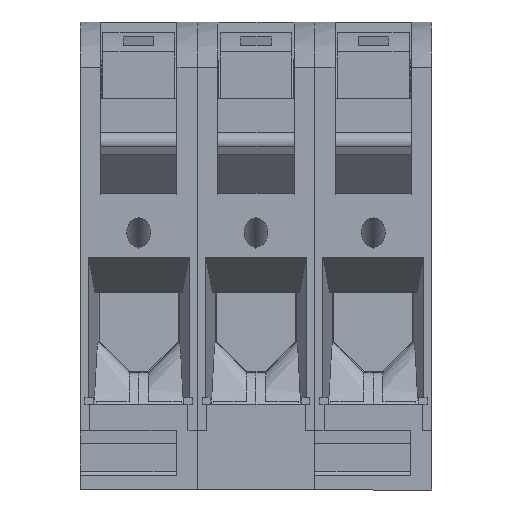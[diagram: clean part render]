
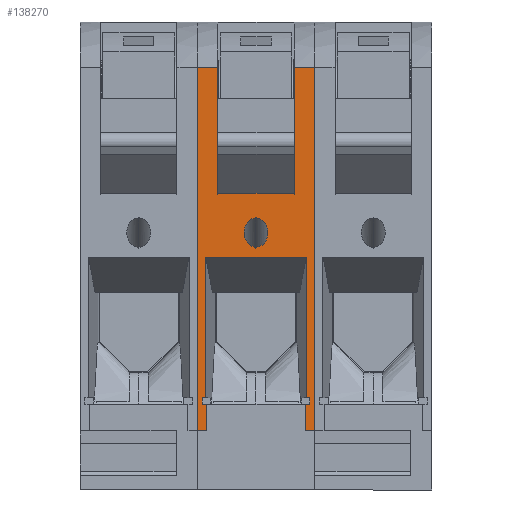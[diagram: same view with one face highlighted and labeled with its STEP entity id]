
A CAD part, front view. The second image highlights one B-rep face of the part: STEP entity #138270.
In plain terms, the highlighted face is planar.
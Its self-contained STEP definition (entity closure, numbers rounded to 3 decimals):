
#4970=CARTESIAN_POINT('',(-46.016,-4.161,
2.));
#4980=VERTEX_POINT('',#4970);
#5150=CARTESIAN_POINT('',(-46.016,-9.846,
2.));
#5160=VERTEX_POINT('',#5150);
#5190=CARTESIAN_POINT('',(-46.016,0.,
2.));
#5200=DIRECTION('',(0.,1.,0.));
#5210=VECTOR('',#5200,1.);
#5220=LINE('',#5190,#5210);
#5230=EDGE_CURVE('',#5160,#4980,#5220,.T.);
#7260=CARTESIAN_POINT('',(-46.016,-9.846,
23.));
#7270=VERTEX_POINT('',#7260);
#7420=CARTESIAN_POINT('',(-46.016,-4.161,
23.));
#7430=VERTEX_POINT('',#7420);
#7460=CARTESIAN_POINT('',(-46.016,0.,
23.));
#7470=DIRECTION('',(0.,1.,0.));
#7480=VECTOR('',#7470,1.);
#7490=LINE('',#7460,#7480);
#7500=EDGE_CURVE('',#7270,#7430,#7490,.T.);
#11350=CARTESIAN_POINT('',(-46.016,-9.846,
1.));
#11360=VERTEX_POINT('',#11350);
#11390=CARTESIAN_POINT('',(-46.016,-9.846,25.));
#11400=DIRECTION('',(0.,0.,-1.));
#11410=VECTOR('',#11400,1.);
#11420=LINE('',#11390,#11410);
#11430=EDGE_CURVE('',#5160,#11360,#11420,.T.);
#11530=CARTESIAN_POINT('',(-46.016,-9.846,
24.));
#11540=VERTEX_POINT('',#11530);
#11550=EDGE_CURVE('',#11540,#7270,#11420,.T.);
#11950=CARTESIAN_POINT('',(-46.016,0.,
24.));
#11960=DIRECTION('',(0.,-1.,0.));
#11970=VECTOR('',#11960,1.);
#11980=LINE('',#11950,#11970);
#11990=CARTESIAN_POINT('',(-46.016,-11.246,
24.));
#12000=VERTEX_POINT('',#11990);
#12010=EDGE_CURVE('',#11540,#12000,#11980,.T.);
#12680=CARTESIAN_POINT('',(-46.016,-11.246,
23.243));
#12690=VERTEX_POINT('',#12680);
#12720=CARTESIAN_POINT('',(-46.016,0.,
23.243));
#12730=DIRECTION('',(0.,1.,0.));
#12740=VECTOR('',#12730,1.);
#12750=LINE('',#12720,#12740);
#12760=CARTESIAN_POINT('',(-46.016,-41.126,
23.243));
#12770=VERTEX_POINT('',#12760);
#12780=EDGE_CURVE('',#12770,#12690,#12750,.T.);
#19020=CARTESIAN_POINT('',(-46.016,-41.126,
1.757));
#19030=VERTEX_POINT('',#19020);
#19060=CARTESIAN_POINT('',(-46.016,0.,
1.757));
#19070=DIRECTION('',(0.,1.,0.));
#19080=VECTOR('',#19070,1.);
#19090=LINE('',#19060,#19080);
#19100=CARTESIAN_POINT('',(-46.016,-11.246,
1.757));
#19110=VERTEX_POINT('',#19100);
#19120=EDGE_CURVE('',#19030,#19110,#19090,.T.);
#19560=CARTESIAN_POINT('',(-46.016,-11.246,
1.));
#19570=VERTEX_POINT('',#19560);
#19600=CARTESIAN_POINT('',(-46.016,0.,
1.));
#19610=DIRECTION('',(0.,-1.,0.));
#19620=VECTOR('',#19610,1.);
#19630=LINE('',#19600,#19620);
#19640=EDGE_CURVE('',#11360,#19570,#19630,.T.);
#20080=CARTESIAN_POINT('',(-46.016,-11.246,25.));
#20090=DIRECTION('',(0.,0.,-1.));
#20100=VECTOR('',#20090,1.);
#20110=LINE('',#20080,#20100);
#20120=EDGE_CURVE('',#19110,#19570,#20110,.T.);
#25430=CARTESIAN_POINT('',(-46.016,-41.126,25.));
#25440=DIRECTION('',(0.,0.,-1.));
#25450=VECTOR('',#25440,1.);
#25460=LINE('',#25430,#25450);
#25470=EDGE_CURVE('',#12770,#19030,#25460,.T.);
#135620=CARTESIAN_POINT('',(-46.016,-4.161,
25.));
#135630=VERTEX_POINT('',#135620);
#135660=CARTESIAN_POINT('',(-46.016,-4.161,
2.));
#135670=DIRECTION('',(0.,0.,1.));
#135680=VECTOR('',#135670,1.);
#135690=LINE('',#135660,#135680);
#135700=EDGE_CURVE('',#7430,#135630,#135690,.T.);
#136220=CARTESIAN_POINT('',(-46.016,-4.161,25.));
#136230=DIRECTION('',(0.,0.,1.));
#136240=VECTOR('',#136230,1.);
#136250=LINE('',#136220,#136240);
#136260=CARTESIAN_POINT('',(-46.016,-4.161,
0.));
#136270=VERTEX_POINT('',#136260);
#136280=EDGE_CURVE('',#136270,#4980,#136250,.T.);
#137330=CARTESIAN_POINT('',(-46.016,-81.617,
25.));
#137340=DIRECTION('',(1.,0.,0.));
#137350=DIRECTION('',(0.,-1.,0.));
#137360=AXIS2_PLACEMENT_3D('',#137330,#137340,#137350);
#137370=PLANE('',#137360);
#137380=CARTESIAN_POINT('',(-46.016,-46.436,
12.5));
#137390=DIRECTION('',(1.,0.,0.));
#137400=DIRECTION('',(0.,-1.,0.));
#137410=AXIS2_PLACEMENT_3D('',#137380,#137390,#137400);
#137420=ELLIPSE('',#137410,3.113,2.55);
#137430=CARTESIAN_POINT('',(-46.016,-43.323,
12.5));
#137440=VERTEX_POINT('',#137430);
#137450=CARTESIAN_POINT('',(-46.016,-49.549,
12.5));
#137460=VERTEX_POINT('',#137450);
#137470=EDGE_CURVE('',#137440,#137460,#137420,.T.);
#137480=ORIENTED_EDGE('',*,*,#137470,.T.);
#137490=CARTESIAN_POINT('',(-46.016,-49.495,
12.025));
#137500=VERTEX_POINT('',#137490);
#137510=EDGE_CURVE('',#137500,#137440,#137420,.T.);
#137520=ORIENTED_EDGE('',*,*,#137510,.T.);
#137530=EDGE_CURVE('',#137460,#137500,#137420,.T.);
#137540=ORIENTED_EDGE('',*,*,#137530,.T.);
#137550=EDGE_LOOP('',(#137540,#137520,#137480));
#137560=FACE_BOUND('',#137550,.T.);
#137570=ORIENTED_EDGE('',*,*,#5230,.T.);
#137580=ORIENTED_EDGE('',*,*,#11430,.F.);
#137590=ORIENTED_EDGE('',*,*,#19640,.F.);
#137600=ORIENTED_EDGE('',*,*,#20120,.T.);
#137610=ORIENTED_EDGE('',*,*,#19120,.T.);
#137620=ORIENTED_EDGE('',*,*,#25470,.T.);
#137630=ORIENTED_EDGE('',*,*,#12780,.F.);
#137640=CARTESIAN_POINT('',(-46.016,-11.246,25.));
#137650=DIRECTION('',(0.,0.,-1.));
#137660=VECTOR('',#137650,1.);
#137670=LINE('',#137640,#137660);
#137680=EDGE_CURVE('',#12000,#12690,#137670,.T.);
#137690=ORIENTED_EDGE('',*,*,#137680,.T.);
#137700=ORIENTED_EDGE('',*,*,#12010,.T.);
#137710=ORIENTED_EDGE('',*,*,#11550,.F.);
#137720=ORIENTED_EDGE('',*,*,#7500,.F.);
#137730=ORIENTED_EDGE('',*,*,#135700,.F.);
#137740=CARTESIAN_POINT('',(-46.016,-49.182,
25.));
#137750=DIRECTION('',(0.,-1.,0.));
#137760=VECTOR('',#137750,1.);
#137770=LINE('',#137740,#137760);
#137780=CARTESIAN_POINT('',(-46.016,-81.617,
25.));
#137790=VERTEX_POINT('',#137780);
#137800=EDGE_CURVE('',#135630,#137790,#137770,.T.);
#137810=ORIENTED_EDGE('',*,*,#137800,.F.);
#137820=CARTESIAN_POINT('',(-46.016,-81.617,
25.));
#137830=DIRECTION('',(0.,0.,-1.));
#137840=VECTOR('',#137830,1.);
#137850=LINE('',#137820,#137840);
#137860=CARTESIAN_POINT('',(-46.016,-81.617,
20.65));
#137870=VERTEX_POINT('',#137860);
#137880=EDGE_CURVE('',#137790,#137870,#137850,.T.);
#137890=ORIENTED_EDGE('',*,*,#137880,.F.);
#137900=CARTESIAN_POINT('',(-46.016,0.,
20.65));
#137910=DIRECTION('',(0.,1.,0.));
#137920=VECTOR('',#137910,1.);
#137930=LINE('',#137900,#137920);
#137940=CARTESIAN_POINT('',(-46.016,-54.848,
20.65));
#137950=VERTEX_POINT('',#137940);
#137960=EDGE_CURVE('',#137870,#137950,#137930,.T.);
#137970=ORIENTED_EDGE('',*,*,#137960,.F.);
#137980=CARTESIAN_POINT('',(-46.016,-54.848,25.));
#137990=DIRECTION('',(0.,0.,1.));
#138000=VECTOR('',#137990,1.);
#138010=LINE('',#137980,#138000);
#138020=CARTESIAN_POINT('',(-46.016,-54.848,
4.35));
#138030=VERTEX_POINT('',#138020);
#138040=EDGE_CURVE('',#138030,#137950,#138010,.T.);
#138050=ORIENTED_EDGE('',*,*,#138040,.T.);
#138060=CARTESIAN_POINT('',(-46.016,0.,
4.35));
#138070=DIRECTION('',(0.,-1.,0.));
#138080=VECTOR('',#138070,1.);
#138090=LINE('',#138060,#138080);
#138100=CARTESIAN_POINT('',(-46.016,-81.617,
4.35));
#138110=VERTEX_POINT('',#138100);
#138120=EDGE_CURVE('',#138030,#138110,#138090,.T.);
#138130=ORIENTED_EDGE('',*,*,#138120,.F.);
#138140=CARTESIAN_POINT('',(-46.016,-81.617,
0.));
#138150=VERTEX_POINT('',#138140);
#138160=EDGE_CURVE('',#138110,#138150,#137850,.T.);
#138170=ORIENTED_EDGE('',*,*,#138160,.F.);
#138180=CARTESIAN_POINT('',(-46.016,-49.182,
0.));
#138190=DIRECTION('',(0.,1.,0.));
#138200=VECTOR('',#138190,1.);
#138210=LINE('',#138180,#138200);
#138220=EDGE_CURVE('',#138150,#136270,#138210,.T.);
#138230=ORIENTED_EDGE('',*,*,#138220,.F.);
#138240=ORIENTED_EDGE('',*,*,#136280,.F.);
#138250=EDGE_LOOP('',(#138240,#138230,#138170,#138130,#138050,#137970,
#137890,#137810,#137730,#137720,#137710,#137700,#137690,#137630,#137620,
#137610,#137600,#137590,#137580,#137570));
#138260=FACE_OUTER_BOUND('',#138250,.T.);
#138270=ADVANCED_FACE('',(#137560,#138260),#137370,.F.);
